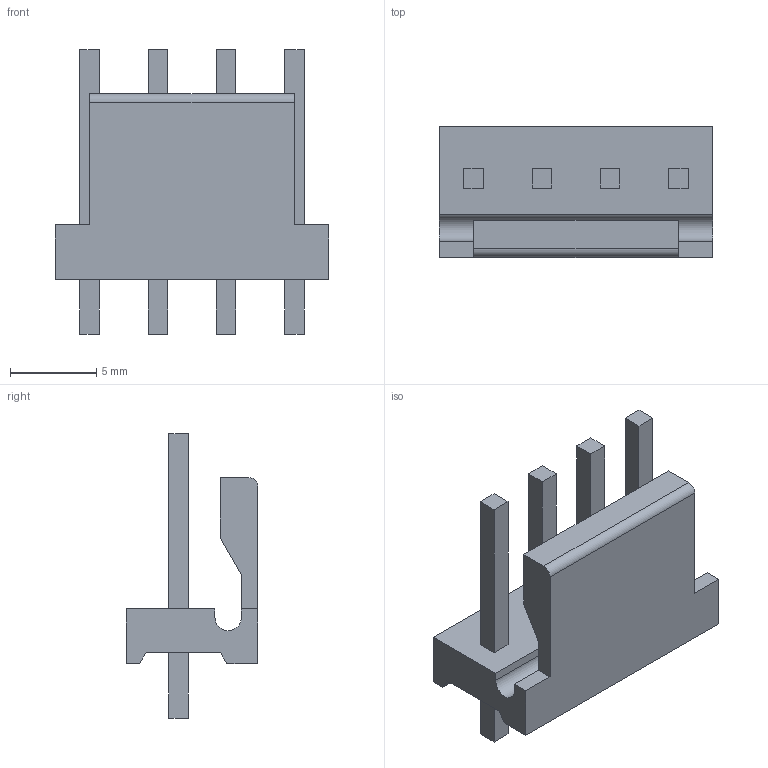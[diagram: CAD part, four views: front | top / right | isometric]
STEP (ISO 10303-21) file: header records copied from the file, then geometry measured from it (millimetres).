
FILE_DESCRIPTION((''),'2;1');
FILE_NAME('TYCO_640445-4.stp','2014-11-05T11:00:35',(''),(''),'Mechanical Desktop 2011','Mechanical Desktop 2011',', , ');
FILE_SCHEMA(('AUTOMOTIVE_DESIGN { 1 2 10303 214 1 1 1 1 }'));
Length unit declared in the file: millimetre
Products named in the file (1): Product
Bounding box: 15.85 x 7.62 x 16.51 mm (x, y, z)
Volume: 533.7 mm3; surface area: 921.3 mm2
Topology: 9 solids, 9 shells, 69 faces, 153 edges, 102 vertices
Faces by surface type: bspline 48, plane 19, cylinder 2
Entity records: 1915 total; most frequent: CARTESIAN_POINT 469, ORIENTED_EDGE 306, DIRECTION 201, EDGE_CURVE 153, VECTOR 149, LINE 149, VERTEX_POINT 102, EDGE_LOOP 69
